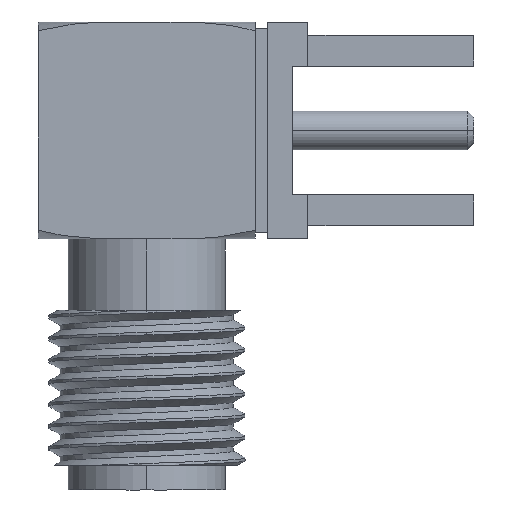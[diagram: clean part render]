
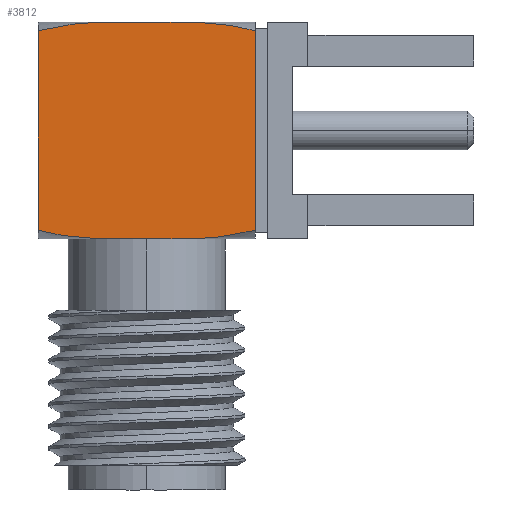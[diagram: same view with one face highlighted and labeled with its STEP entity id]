
A CAD part, left-side view. The second image highlights one B-rep face of the part: STEP entity #3812.
In plain terms, the highlighted planar face has unit normal (-1, 0, 0).
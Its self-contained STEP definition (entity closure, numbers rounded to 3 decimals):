
#36 = VERTEX_POINT ( 'NONE', #4224 ) ;
#56 = CARTESIAN_POINT ( 'NONE',  ( -3.5, 6.667, 3.492 ) ) ;
#67 = CARTESIAN_POINT ( 'NONE',  ( -3.5, 7.252, 3.463 ) ) ;
#143 = VERTEX_POINT ( 'NONE', #3543 ) ;
#263 = VECTOR ( 'NONE', #1696, 1000. ) ;
#272 = CARTESIAN_POINT ( 'NONE',  ( -3.5, 8.7, 3.5 ) ) ;
#307 = CARTESIAN_POINT ( 'NONE',  ( -3.5, 4.906, -3.5 ) ) ;
#329 = ORIENTED_EDGE ( 'NONE', *, *, #1166, .F. ) ;
#336 = CARTESIAN_POINT ( 'NONE',  ( -3.5, 5.2, -3.5 ) ) ;
#383 = CARTESIAN_POINT ( 'NONE',  ( -3.5, 8.7, 3.5 ) ) ;
#389 = CARTESIAN_POINT ( 'NONE',  ( -3.5, 8.7, 3.221 ) ) ;
#402 = CARTESIAN_POINT ( 'NONE',  ( -3.5, 8.7, 3.221 ) ) ;
#417 = CARTESIAN_POINT ( 'NONE',  ( -3.5, 6.373, 3.496 ) ) ;
#433 = LINE ( 'NONE', #1643, #263 ) ;
#496 = CARTESIAN_POINT ( 'NONE',  ( -3.5, 4.025, 3.506 ) ) ;
#516 = CARTESIAN_POINT ( 'NONE',  ( -3.5, 5.2, 3.5 ) ) ;
#588 = DIRECTION ( 'NONE',  ( 0., 0., -1. ) ) ;
#595 = CARTESIAN_POINT ( 'NONE',  ( -3.5, 8.7, -3.221 ) ) ;
#623 = PLANE ( 'NONE',  #3377 ) ;
#674 = CARTESIAN_POINT ( 'NONE',  ( -3.5, 5.787, -3.5 ) ) ;
#930 = CARTESIAN_POINT ( 'NONE',  ( -3.5, 2.274, 3.383 ) ) ;
#960 = DIRECTION ( 'NONE',  ( 1., 0., 0. ) ) ;
#1074 = CARTESIAN_POINT ( 'NONE',  ( -3.5, 2.856, -3.44 ) ) ;
#1091 = CARTESIAN_POINT ( 'NONE',  ( -3.5, 6.375, -3.506 ) ) ;
#1092 = CARTESIAN_POINT ( 'NONE',  ( -3.5, 3.148, -3.463 ) ) ;
#1152 = VERTEX_POINT ( 'NONE', #595 ) ;
#1166 = EDGE_CURVE ( 'NONE', #3387, #3253, #3034, .T. ) ;
#1267 = VERTEX_POINT ( 'NONE', #389 ) ;
#1315 = CARTESIAN_POINT ( 'NONE',  ( -3.5, 1.7, 3.221 ) ) ;
#1477 = CARTESIAN_POINT ( 'NONE',  ( -3.5, 8.7, -3.221 ) ) ;
#1525 = EDGE_LOOP ( 'NONE', ( #3486, #329, #2851, #3335, #3141, #3500 ) ) ;
#1576 = EDGE_CURVE ( 'NONE', #3253, #1152, #3720, .T. ) ;
#1643 = CARTESIAN_POINT ( 'NONE',  ( -3.5, 1.7, -3.5 ) ) ;
#1696 = DIRECTION ( 'NONE',  ( 0., 0., -1. ) ) ;
#1774 = CARTESIAN_POINT ( 'NONE',  ( -3.5, 1.7, -3.221 ) ) ;
#1850 = CARTESIAN_POINT ( 'NONE',  ( -3.5, 3.733, -3.492 ) ) ;
#1919 = CARTESIAN_POINT ( 'NONE',  ( -3.5, 5.494, 3.5 ) ) ;
#2198 = B_SPLINE_CURVE_WITH_KNOTS ( 'NONE', 3,
 ( #402, #4555, #2663, #2329, #67, #56, #417, #2679, #1919, #3018 ),
 .UNSPECIFIED., .F., .F.,
 ( 4, 2, 2, 2, 4 ),
 ( 0.031, 0.032, 0.032, 0.033, 0.034 ),
 .UNSPECIFIED. ) ;
#2200 = CARTESIAN_POINT ( 'NONE',  ( -3.5, 7.544, -3.449 ) ) ;
#2329 = CARTESIAN_POINT ( 'NONE',  ( -3.5, 7.544, 3.44 ) ) ;
#2381 = LINE ( 'NONE', #383, #2500 ) ;
#2399 = EDGE_CURVE ( 'NONE', #1267, #143, #2198, .T. ) ;
#2432 = CARTESIAN_POINT ( 'NONE',  ( -3.5, 2.856, 3.449 ) ) ;
#2500 = VECTOR ( 'NONE', #2604, 1000. ) ;
#2536 = CARTESIAN_POINT ( 'NONE',  ( -3.5, 5.2, -3.5 ) ) ;
#2604 = DIRECTION ( 'NONE',  ( 0., 0., 1. ) ) ;
#2613 = FACE_OUTER_BOUND ( 'NONE', #1525, .T. ) ;
#2663 = CARTESIAN_POINT ( 'NONE',  ( -3.5, 8.126, 3.359 ) ) ;
#2679 = CARTESIAN_POINT ( 'NONE',  ( -3.5, 5.787, 3.5 ) ) ;
#2753 = CARTESIAN_POINT ( 'NONE',  ( -3.5, 4.613, 3.5 ) ) ;
#2851 = ORIENTED_EDGE ( 'NONE', *, *, #3702, .F. ) ;
#2984 = CARTESIAN_POINT ( 'NONE',  ( -3.5, 1.7, -3.221 ) ) ;
#3018 = CARTESIAN_POINT ( 'NONE',  ( -3.5, 5.2, 3.5 ) ) ;
#3034 = B_SPLINE_CURVE_WITH_KNOTS ( 'NONE', 3,
 ( #1774, #4361, #4332, #1074, #1092, #1850, #3294, #4379, #307, #4046 ),
 .UNSPECIFIED., .F., .F.,
 ( 4, 2, 2, 2, 4 ),
 ( 0.031, 0.032, 0.032, 0.033, 0.034 ),
 .UNSPECIFIED. ) ;
#3141 = ORIENTED_EDGE ( 'NONE', *, *, #2399, .F. ) ;
#3253 = VERTEX_POINT ( 'NONE', #2536 ) ;
#3294 = CARTESIAN_POINT ( 'NONE',  ( -3.5, 4.027, -3.496 ) ) ;
#3335 = ORIENTED_EDGE ( 'NONE', *, *, #3722, .F. ) ;
#3377 = AXIS2_PLACEMENT_3D ( 'NONE', #272, #960, #588 ) ;
#3382 = EDGE_CURVE ( 'NONE', #1152, #1267, #2381, .T. ) ;
#3387 = VERTEX_POINT ( 'NONE', #2984 ) ;
#3486 = ORIENTED_EDGE ( 'NONE', *, *, #1576, .F. ) ;
#3500 = ORIENTED_EDGE ( 'NONE', *, *, #3382, .F. ) ;
#3543 = CARTESIAN_POINT ( 'NONE',  ( -3.5, 5.2, 3.5 ) ) ;
#3702 = EDGE_CURVE ( 'NONE', #36, #3387, #433, .T. ) ;
#3710 = CARTESIAN_POINT ( 'NONE',  ( -3.5, 8.126, -3.383 ) ) ;
#3720 = B_SPLINE_CURVE_WITH_KNOTS ( 'NONE', 3,
 ( #336, #674, #1091, #2200, #3710, #1477 ),
 .UNSPECIFIED., .F., .F.,
 ( 4, 2, 4 ),
 ( 0., 0.002, 0.004 ),
 .UNSPECIFIED. ) ;
#3722 = EDGE_CURVE ( 'NONE', #143, #36, #4104, .T. ) ;
#3812 = ADVANCED_FACE ( 'NONE', ( #2613 ), #623, .F. ) ;
#4046 = CARTESIAN_POINT ( 'NONE',  ( -3.5, 5.2, -3.5 ) ) ;
#4104 = B_SPLINE_CURVE_WITH_KNOTS ( 'NONE', 3,
 ( #516, #2753, #496, #2432, #930, #1315 ),
 .UNSPECIFIED., .F., .F.,
 ( 4, 2, 4 ),
 ( 0., 0.002, 0.004 ),
 .UNSPECIFIED. ) ;
#4224 = CARTESIAN_POINT ( 'NONE',  ( -3.5, 1.7, 3.221 ) ) ;
#4332 = CARTESIAN_POINT ( 'NONE',  ( -3.5, 2.274, -3.359 ) ) ;
#4361 = CARTESIAN_POINT ( 'NONE',  ( -3.5, 1.982, -3.3 ) ) ;
#4379 = CARTESIAN_POINT ( 'NONE',  ( -3.5, 4.613, -3.5 ) ) ;
#4555 = CARTESIAN_POINT ( 'NONE',  ( -3.5, 8.418, 3.3 ) ) ;
